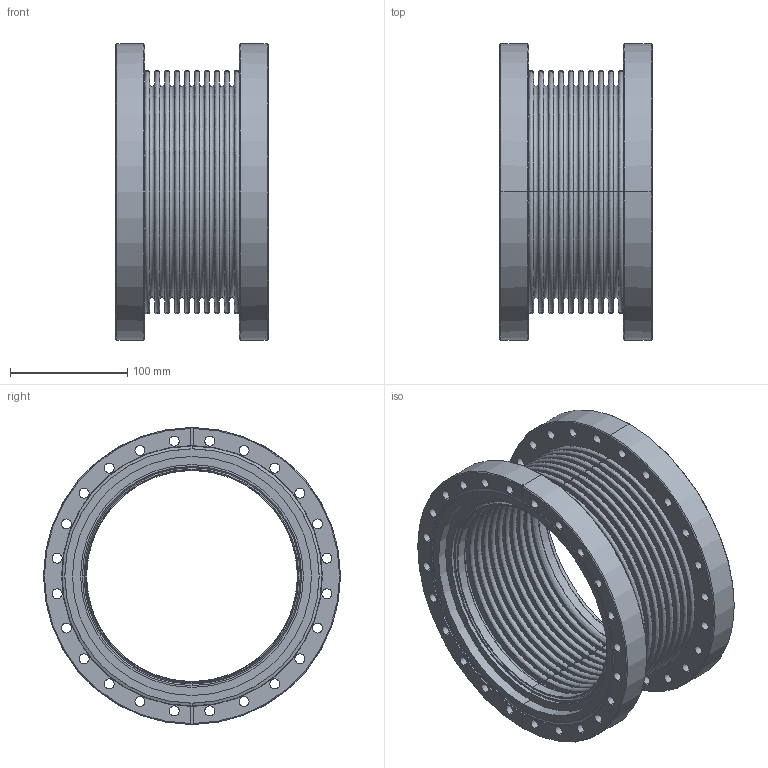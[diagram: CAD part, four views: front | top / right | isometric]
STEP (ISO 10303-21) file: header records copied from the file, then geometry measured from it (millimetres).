
FILE_DESCRIPTION( (''), '2;1');
FILE_NAME ('CAD708.4180.CF253_29648.stp','2017-05-12T11:41:15',(''),(''),'spGate 12.6.6','','');
FILE_SCHEMA (('AUTOMOTIVE_DESIGN'));
Length unit declared in the file: millimetre
Products named in the file (4): Assembly; CF253-1; CF253-2; CF253-2_mr
Assembly tree (3 placements, depth 2):
  Assembly
    CF253-1
    CF253-2
    CF253-2_mr
Bounding box: 130 x 253.2 x 253.2 mm (x, y, z)
Volume: 1039714.6 mm3; surface area: 614431.9 mm2
Topology: 3 solids, 3 shells, 308 faces, 784 edges, 528 vertices
Faces by surface type: cylinder 124, bspline 116, plane 68
Entity records: 18138 total; most frequent: CARTESIAN_POINT 4642, ORIENTED_EDGE 1568, DIRECTION 1448, COLOUR_RGB 1095, PRESENTATION_STYLE_ASSIGNMENT 1095, STYLED_ITEM 1095, EDGE_CURVE 784, DRAUGHTING_PRE_DEFINED_CURVE_FONT 784
